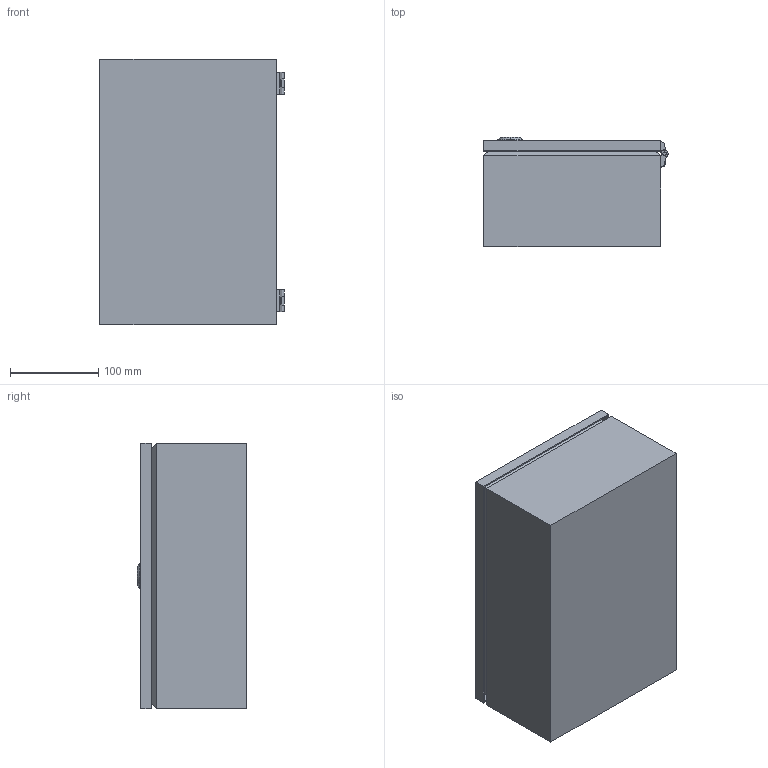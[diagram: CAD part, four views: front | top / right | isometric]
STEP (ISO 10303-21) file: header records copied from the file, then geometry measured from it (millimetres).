
FILE_DESCRIPTION (( 'STEP AP214' ), '1' );
FILE_NAME ('2409-2030-12-07.step', '2023-11-08T13:55:16', ( '' ), ( '' ), 'SwSTEP 2.0', 'SolidWorks 2019', '' );
FILE_SCHEMA (( 'AUTOMOTIVE_DESIGN' ));
Length unit declared in the file: millimetre
Products named in the file (3): 2409-2030-12-07; Korpus_2030-12; Deckel_2030
Assembly tree (2 placements, depth 2):
  2409-2030-12-07
    Deckel_2030
    Korpus_2030-12
Bounding box: 208.5 x 124 x 300 mm (x, y, z)
Volume: 403089 mm3; surface area: 520486.9 mm2
Topology: 5 solids, 5 shells, 550 faces, 1357 edges, 880 vertices
Faces by surface type: plane 368, cylinder 162, torus 12, cone 8
Entity records: 21650 total; most frequent: CARTESIAN_POINT 3080, DIRECTION 2717, ORIENTED_EDGE 2714, EDGE_CURVE 1357, VECTOR 915, LINE 915, AXIS2_PLACEMENT_3D 901, VERTEX_POINT 880
